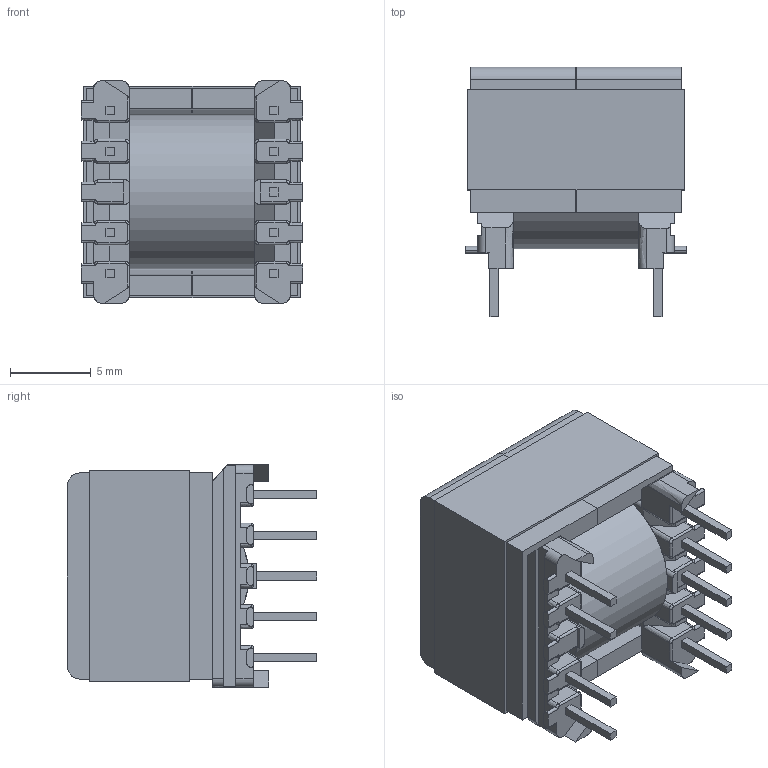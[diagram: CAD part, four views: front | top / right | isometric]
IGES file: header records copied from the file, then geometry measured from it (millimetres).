
Start section: SolidWorks IGES file using analytic representation for surfaces
Global section: file name: EP13_4370_MP3.IGS; native system: SolidWorks 2017; preprocessor: SolidWorks 2017; author: e.wtnpm; date: 210701.161949; units: inch
Bounding box: 13.72 x 15.47 x 13.8 mm (x, y, z)
Surface area: 3233.5 mm2 (no closed solid volume)
Topology: 0 solids, 0 shells, 351 faces, 3074 edges, 3074 vertices
Faces by surface type: bspline 215, revolution 136
